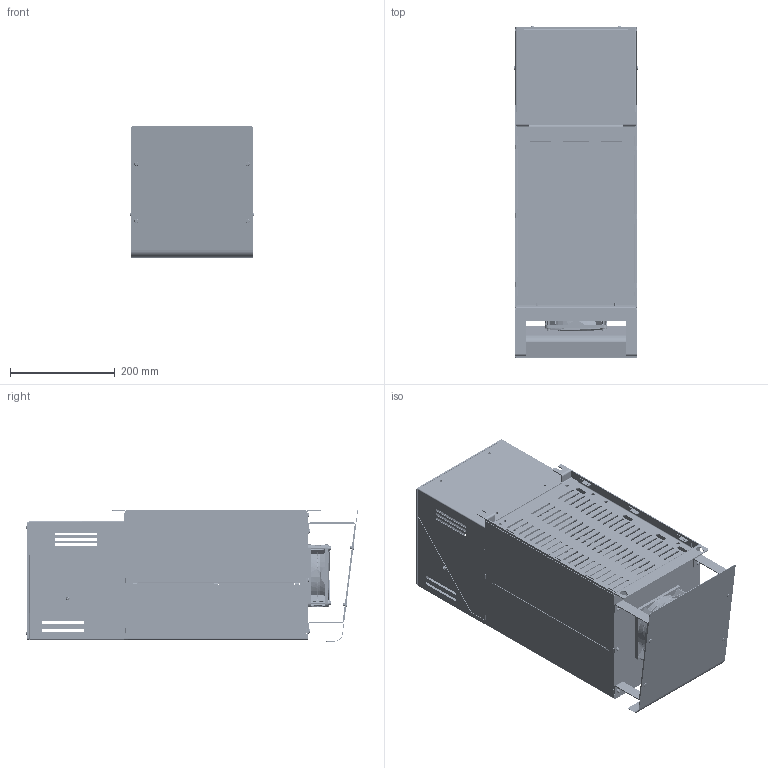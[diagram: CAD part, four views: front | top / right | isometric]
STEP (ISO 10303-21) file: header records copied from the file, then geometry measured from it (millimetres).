
FILE_DESCRIPTION(/* description */ (''),/* implementation_level */ '2;1');
FILE_NAME(/* name */ 'X2.3 IP21 ef.stp',/* time_stamp */ '2019-01-11T09:33:31+01:00',/* author */ ('f.rambuscheck'),/* organization */ (''),/* preprocessor_version */ 'ST-DEVELOPER v17',/* originating_system */ 'Autodesk Inventor 2018',/* authorisation */ '');
FILE_SCHEMA (('AUTOMOTIVE_DESIGN { 1 0 10303 214 3 1 1 }'));
Products named in the file (1): X2.3 IP21 ef
Bounding box: 237.6 x 633.26 x 251.81 mm (x, y, z)
Volume: 44691.9 mm3; surface area: 1770320.6 mm2
Topology: 25 solids, 26 shells, 11055 faces, 30746 edges, 20132 vertices
Faces by surface type: plane 7128, cylinder 2243, bspline 1377, torus 156, cone 131, sphere 20
Full cylindrical faces by diameter (mm): 1.2 x4, 1.5 x16, 2.459 x4, 3.242 x4, 3.6 x24, 4 x79, 4.2 x4, 4.3 x14, 4.31 x2, 4.5 x2, 5 x18, 5.459 x2, 5.6 x3, 6 x8, 6.32 x12, 6.4 x6, 6.5 x11, 6.6 x1, 7 x30, 8 x4, 8.5 x2, 8.7 x2, 9 x4, 11.4 x1, 12 x6, 42.4 x1, 44.1 x1, 51.5 x1, 52 x1, 113.8 x1
Entity records: 403935 total; most frequent: CARTESIAN_POINT 116653, ORIENTED_EDGE 61388, DIRECTION 52514, EDGE_CURVE 30694, LINE 20934, VECTOR 20934, VERTEX_POINT 20148, AXIS2_PLACEMENT_3D 15790
